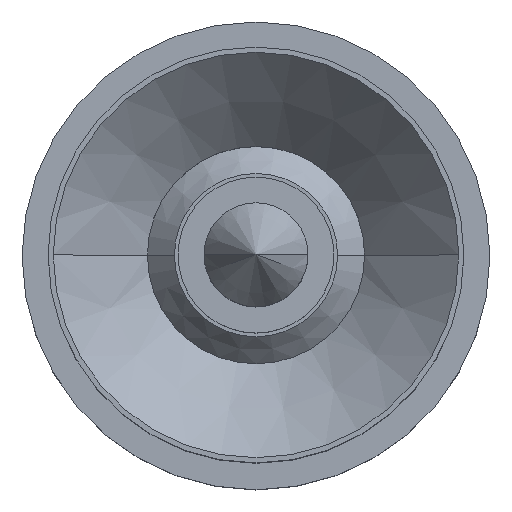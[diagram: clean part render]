
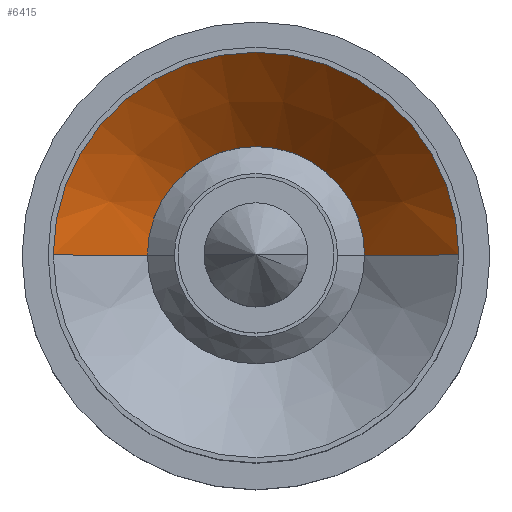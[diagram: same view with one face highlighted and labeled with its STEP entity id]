
A CAD part, top view. The second image highlights one B-rep face of the part: STEP entity #6415.
In plain terms, the highlighted conical face has half-angle 45 degrees and reference radius 1.95 mm.
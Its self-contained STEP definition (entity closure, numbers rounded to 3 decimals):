
#165 = CARTESIAN_POINT ( 'NONE',  ( 0., 0., 5.2 ) ) ;
#166 = DIRECTION ( 'NONE',  ( 0., 0., 1. ) ) ;
#167 = DIRECTION ( 'NONE',  ( 1., 0., 0. ) ) ;
#168 = CARTESIAN_POINT ( 'NONE',  ( 0., 0., 4.295 ) ) ;
#169 = DIRECTION ( 'NONE',  ( 0., 0., 1. ) ) ;
#170 = DIRECTION ( 'NONE',  ( 1., 0., 0. ) ) ;
#427 = DIRECTION ( 'NONE',  ( 1., 0., 0. ) ) ;
#430 = DIRECTION ( 'NONE',  ( 0., 0., 1. ) ) ;
#431 = CARTESIAN_POINT ( 'NONE',  ( 0., 0., 5.2 ) ) ;
#1311 = EDGE_CURVE ( 'NONE', #2604, #2608, #6121, .T. ) ;
#1313 = EDGE_CURVE ( 'NONE', #2601, #2607, #6122, .T. ) ;
#1736 = CARTESIAN_POINT ( 'NONE',  ( -1.95, 0., 5.2 ) ) ;
#1760 = DIRECTION ( 'NONE',  ( -0.707, 0., 0.707 ) ) ;
#1796 = CARTESIAN_POINT ( 'NONE',  ( 1.95, 0., 5.2 ) ) ;
#1802 = DIRECTION ( 'NONE',  ( 0.707, 0., 0.707 ) ) ;
#2601 = VERTEX_POINT ( 'NONE', #8791 ) ;
#2604 = VERTEX_POINT ( 'NONE', #8796 ) ;
#2607 = VERTEX_POINT ( 'NONE', #8802 ) ;
#2608 = VERTEX_POINT ( 'NONE', #8804 ) ;
#3816 = AXIS2_PLACEMENT_3D ( 'NONE', #431, #430, #427 ) ;
#3905 = AXIS2_PLACEMENT_3D ( 'NONE', #165, #166, #167 ) ;
#3906 = AXIS2_PLACEMENT_3D ( 'NONE', #168, #169, #170 ) ;
#4732 = FACE_OUTER_BOUND ( 'NONE', #8358, .T. ) ;
#4743 = CONICAL_SURFACE ( 'NONE', #3816, 1.95, 0.785 ) ;
#4889 = CIRCLE ( 'NONE', #3905, 1.95 ) ;
#4891 = CIRCLE ( 'NONE', #3906, 1.045 ) ;
#5997 = ORIENTED_EDGE ( 'NONE', *, *, #1311, .T. ) ;
#5998 = ORIENTED_EDGE ( 'NONE', *, *, #8371, .T. ) ;
#6107 = ORIENTED_EDGE ( 'NONE', *, *, #1313, .F. ) ;
#6108 = ORIENTED_EDGE ( 'NONE', *, *, #8372, .F. ) ;
#6121 = LINE ( 'NONE', #1796, #6123 ) ;
#6122 = LINE ( 'NONE', #1736, #6126 ) ;
#6123 = VECTOR ( 'NONE', #1802, 1000. ) ;
#6126 = VECTOR ( 'NONE', #1760, 1000. ) ;
#6415 = ADVANCED_FACE ( 'NONE', ( #4732 ), #4743, .F. ) ;
#8358 = EDGE_LOOP ( 'NONE', ( #6107, #6108, #5997, #5998 ) ) ;
#8371 = EDGE_CURVE ( 'NONE', #2608, #2607, #4889, .T. ) ;
#8372 = EDGE_CURVE ( 'NONE', #2604, #2601, #4891, .T. ) ;
#8791 = CARTESIAN_POINT ( 'NONE',  ( -1.045, 0., 4.295 ) ) ;
#8796 = CARTESIAN_POINT ( 'NONE',  ( 1.045, 0., 4.295 ) ) ;
#8802 = CARTESIAN_POINT ( 'NONE',  ( -1.95, 0., 5.2 ) ) ;
#8804 = CARTESIAN_POINT ( 'NONE',  ( 1.95, 0., 5.2 ) ) ;
